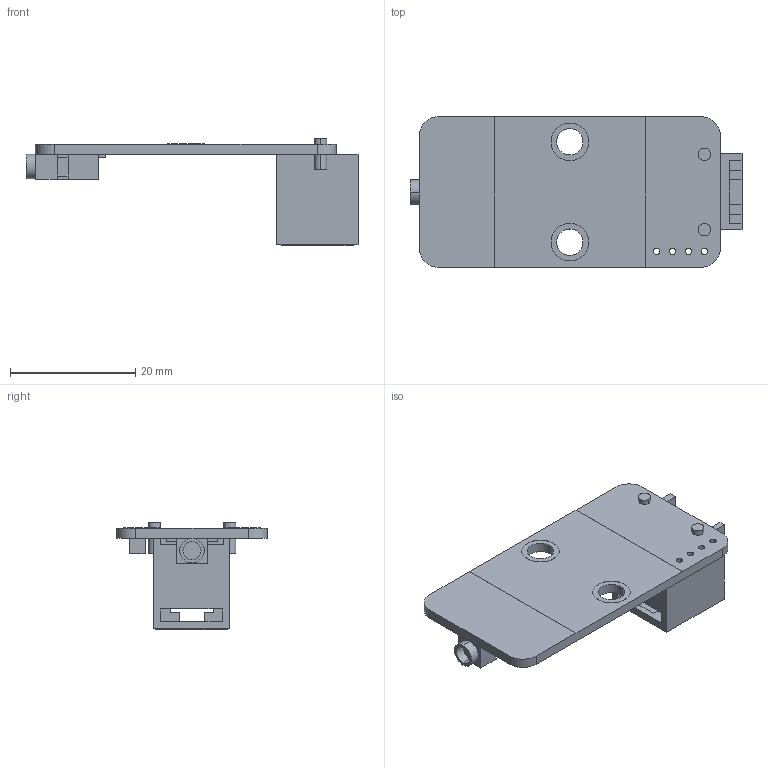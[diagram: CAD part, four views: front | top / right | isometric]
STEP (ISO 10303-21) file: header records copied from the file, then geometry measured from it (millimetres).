
FILE_DESCRIPTION (( 'STEP AP214' ), '1' );
FILE_NAME ('Me Shutter V1.0.step', '2016-10-28T06:59:23', ( 'dell' ), ( '' ), 'SwSTEP 2.0', 'SolidWorks 2013', '' );
FILE_SCHEMA (( 'AUTOMOTIVE_DESIGN' ));
Length unit declared in the file: millimetre
Products named in the file (1): Me Shutter V1.0
Bounding box: 52.95 x 24 x 17.1 mm (x, y, z)
Surface area: 4374.6 mm2 (no closed solid volume)
Topology: 0 solids, 3 shells, 144 faces, 431 edges, 290 vertices
Faces by surface type: plane 107, cylinder 37
Entity records: 6438 total; most frequent: CARTESIAN_POINT 866, DIRECTION 807, ORIENTED_EDGE 798, EDGE_CURVE 431, VECTOR 345, LINE 345, VERTEX_POINT 290, AXIS2_PLACEMENT_3D 231
